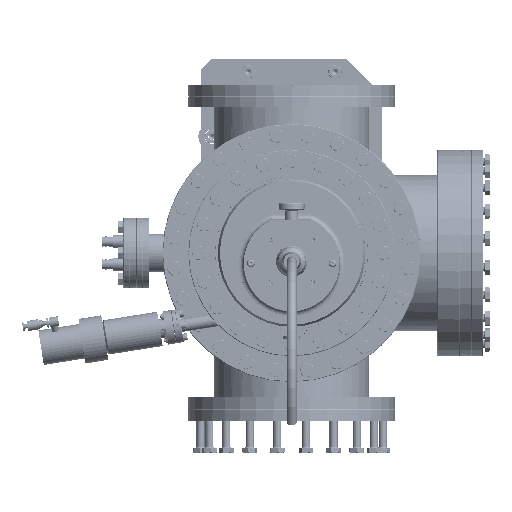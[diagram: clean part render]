
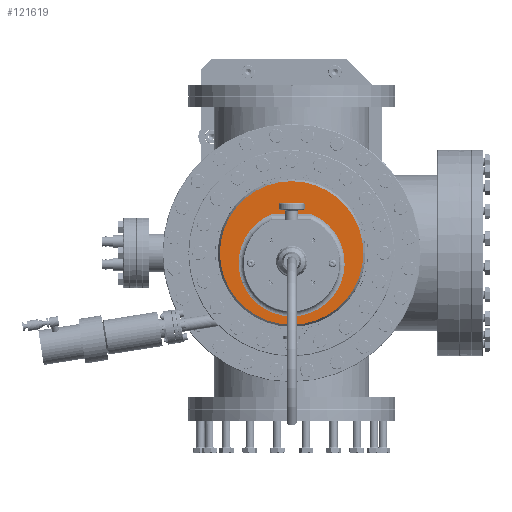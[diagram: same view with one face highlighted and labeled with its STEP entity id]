
A CAD part, left-side view. The second image highlights one B-rep face of the part: STEP entity #121619.
In plain terms, the highlighted planar face has unit normal (-1, 0, 0).
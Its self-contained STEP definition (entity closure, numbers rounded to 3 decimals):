
#6875=FACE_BOUND('',#15454,.T.);
#8545=FACE_OUTER_BOUND('',#15453,.T.);
#15453=EDGE_LOOP('',(#78315));
#15454=EDGE_LOOP('',(#78316,#78317));
#23799=CIRCLE('',#129092,52.);
#23801=CIRCLE('',#129095,70.4);
#31957=LINE('',#183865,#38979);
#38979=VECTOR('',#145659,10.);
#46441=VERTEX_POINT('',#183849);
#46442=VERTEX_POINT('',#183864);
#46443=VERTEX_POINT('',#183884);
#59187=EDGE_CURVE('',#46441,#46442,#31957,.T.);
#59189=EDGE_CURVE('',#46442,#46441,#23799,.T.);
#59191=EDGE_CURVE('',#46443,#46443,#23801,.T.);
#78315=ORIENTED_EDGE('',*,*,#59191,.F.);
#78316=ORIENTED_EDGE('',*,*,#59187,.F.);
#78317=ORIENTED_EDGE('',*,*,#59189,.F.);
#112430=PLANE('',#129094);
#121619=ADVANCED_FACE('',(#8545,#6875),#112430,.T.);
#129092=AXIS2_PLACEMENT_3D('',#183881,#145662,#145663);
#129094=AXIS2_PLACEMENT_3D('',#183883,#145666,#145667);
#129095=AXIS2_PLACEMENT_3D('',#183885,#145668,#145669);
#145659=DIRECTION('',(0.,1.,0.));
#145662=DIRECTION('center_axis',(-1.,0.,0.));
#145663=DIRECTION('ref_axis',(0.,0.,-1.));
#145666=DIRECTION('center_axis',(-1.,0.,0.));
#145667=DIRECTION('ref_axis',(0.,0.,
1.));
#145668=DIRECTION('center_axis',(1.,0.,0.));
#145669=DIRECTION('ref_axis',(0.,1.,0.));
#183849=CARTESIAN_POINT('',(-389.504,-20.238,642.271));
#183864=CARTESIAN_POINT('',(-389.504,20.238,642.271));
#183865=CARTESIAN_POINT('',(-389.504,-9.599,642.271));
#183881=CARTESIAN_POINT('Origin',(-389.504,0.,594.371));
#183883=CARTESIAN_POINT('Origin',(-389.504,0.,604.509));
#183884=CARTESIAN_POINT('',(-389.504,-70.4,604.509));
#183885=CARTESIAN_POINT('Origin',(-389.504,0.,604.509));
